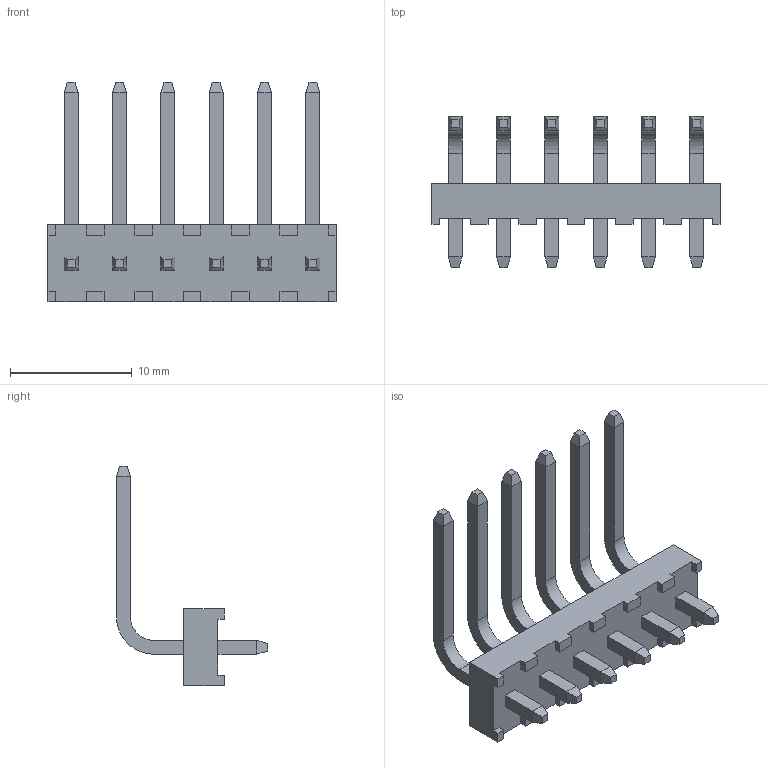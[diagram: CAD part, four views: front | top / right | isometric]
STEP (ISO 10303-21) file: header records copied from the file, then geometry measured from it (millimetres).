
FILE_DESCRIPTION(('STEP AP242'),'1');
FILE_NAME('0026603060.stp','2026-02-11T08:42:47',('TraceParts'),('TraceParts S.A.S.'),'Spatial InterOp 3D',' ',' ');
FILE_SCHEMA(('AP242_MANAGED_MODEL_BASED_3D_ENGINEERING_MIM_LF {1 0 10303 442 1 1 4}'));
Length unit declared in the file: millimetre
Products named in the file (1): 1
Bounding box: 23.62 x 12.38 x 18.03 mm (x, y, z)
Volume: 600.2 mm3; surface area: 1102.7 mm2
Topology: 1 solids, 1 shells, 190 faces, 492 edges, 316 vertices
Faces by surface type: plane 178, cylinder 12
Entity records: 5657 total; most frequent: CARTESIAN_POINT 988, ORIENTED_EDGE 960, DIRECTION 912, EDGE_CURVE 480, LINE 456, VECTOR 456, VERTEX_POINT 304, AXIS2_PLACEMENT_3D 228
